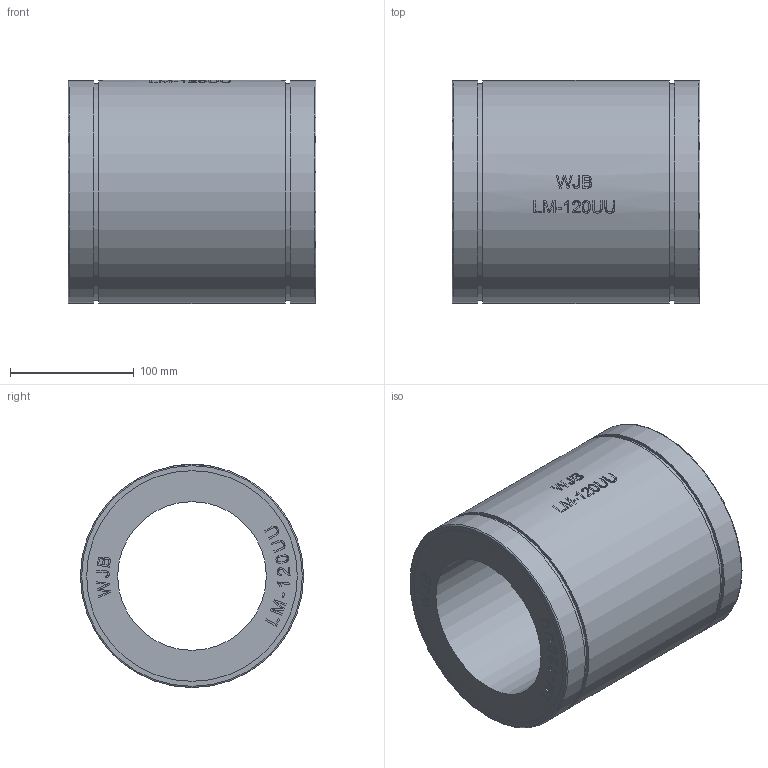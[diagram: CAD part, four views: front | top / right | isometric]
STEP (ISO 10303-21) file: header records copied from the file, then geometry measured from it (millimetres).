
FILE_DESCRIPTION(/* description */ (''),/* implementation_level */ '2;1');
FILE_NAME(/* name */ 'WJB-LM-120UU.stp',/* time_stamp */ '2019-01-27T11:18:41+08:00',/* author */ (''),/* organization */ (''),/* preprocessor_version */ 'ST-DEVELOPER v11',/* originating_system */ 'SIEMENS UGS NX 6.0',/* authorisation */ '');
FILE_SCHEMA (('AUTOMOTIVE_DESIGN { 1 0 10303 214 1 1 1 1 }'));
Length unit declared in the file: millimetre
Products named in the file (1): ROCKE321yzom
Bounding box: 200 x 180 x 180 mm (x, y, z)
Volume: 2812927.6 mm3; surface area: 221907.2 mm2
Topology: 1 solids, 1 shells, 300 faces, 754 edges, 504 vertices
Faces by surface type: plane 183, extrusion 93, cylinder 22, torus 2
Full cylindrical faces by diameter (mm): 120 x1, 170 x2, 175 x2, 180 x3
Entity records: 11321 total; most frequent: CARTESIAN_POINT 4646, ORIENTED_EDGE 1476, DIRECTION 1029, EDGE_CURVE 738, VERTEX_POINT 498, VECTOR 481, LINE 388, B_SPLINE_CURVE_WITH_KNOTS 377
